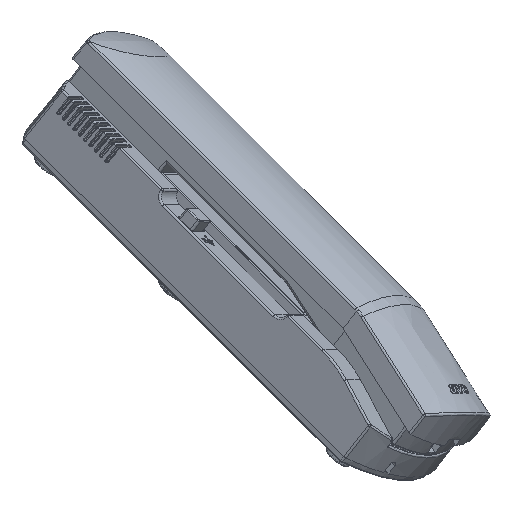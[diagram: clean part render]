
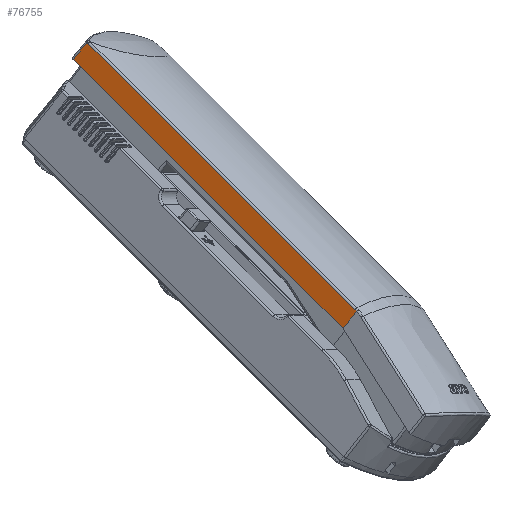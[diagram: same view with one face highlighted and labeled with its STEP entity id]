
A CAD part, isometric view. The second image highlights one B-rep face of the part: STEP entity #76755.
In plain terms, the highlighted face is planar.
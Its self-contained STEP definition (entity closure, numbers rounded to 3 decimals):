
#75109=CARTESIAN_POINT('Vertex',(-52.69,36.756,272.5)) ;
#75112=CARTESIAN_POINT('Line Origine',(23.109,36.756,272.5)) ;
#75116=CARTESIAN_POINT('Vertex',(98.908,36.756,272.5)) ;
#76700=CARTESIAN_POINT('Axis2P3D Location',(99.589,36.756,272.5)) ;
#76705=CARTESIAN_POINT('Line Origine',(23.302,45.232,272.648)) ;
#76709=CARTESIAN_POINT('Vertex',(-51.665,45.232,272.648)) ;
#76711=CARTESIAN_POINT('Vertex',(98.27,45.232,272.648)) ;
#76715=CARTESIAN_POINT('Control Point',(98.808,45.143,272.646)) ;
#76716=CARTESIAN_POINT('Control Point',(98.702,45.166,272.647)) ;
#76717=CARTESIAN_POINT('Control Point',(98.595,45.187,272.647)) ;
#76718=CARTESIAN_POINT('Control Point',(98.487,45.205,272.647)) ;
#76719=CARTESIAN_POINT('Control Point',(98.378,45.219,272.648)) ;
#76720=CARTESIAN_POINT('Control Point',(98.27,45.232,272.648)) ;
#76721=CARTESIAN_POINT('Vertex',(98.808,45.143,272.646)) ;
#76724=CARTESIAN_POINT('Line Origine',(98.858,40.949,272.573)) ;
#76729=CARTESIAN_POINT('Line Origine',(-52.69,40.978,272.574)) ;
#76733=CARTESIAN_POINT('Vertex',(-52.69,45.201,272.647)) ;
#76737=CARTESIAN_POINT('Control Point',(-51.665,45.232,272.648)) ;
#76738=CARTESIAN_POINT('Control Point',(-51.788,45.232,272.648)) ;
#76739=CARTESIAN_POINT('Control Point',(-51.911,45.23,272.648)) ;
#76740=CARTESIAN_POINT('Control Point',(-52.034,45.228,272.648)) ;
#76741=CARTESIAN_POINT('Control Point',(-52.238,45.223,272.648)) ;
#76742=CARTESIAN_POINT('Control Point',(-52.443,45.214,272.648)) ;
#76743=CARTESIAN_POINT('Control Point',(-52.525,45.21,272.648)) ;
#76744=CARTESIAN_POINT('Control Point',(-52.608,45.205,272.647)) ;
#76745=CARTESIAN_POINT('Control Point',(-52.689,45.201,272.647)) ;
#75113=DIRECTION('Vector Direction',(1.,0.,0.)) ;
#76701=DIRECTION('Axis2P3D Direction',(0.,-0.017,1.)) ;
#76702=DIRECTION('Axis2P3D XDirection',(1.,0.,0.)) ;
#76706=DIRECTION('Vector Direction',(1.,0.,0.)) ;
#76725=DIRECTION('Vector Direction',(-0.012,1.,0.017)) ;
#76730=DIRECTION('Vector Direction',(0.,-1.,-0.017)) ;
#76703=AXIS2_PLACEMENT_3D('Plane Axis2P3D',#76700,#76701,#76702) ;
#76748=ORIENTED_EDGE('',*,*,#76713,.T.) ;
#76749=ORIENTED_EDGE('',*,*,#76723,.F.) ;
#76750=ORIENTED_EDGE('',*,*,#76728,.F.) ;
#76751=ORIENTED_EDGE('',*,*,#75118,.F.) ;
#76752=ORIENTED_EDGE('',*,*,#76735,.F.) ;
#76753=ORIENTED_EDGE('',*,*,#76746,.F.) ;
#75114=VECTOR('Line Direction',#75113,1.) ;
#76707=VECTOR('Line Direction',#76706,1.) ;
#76726=VECTOR('Line Direction',#76725,1.) ;
#76731=VECTOR('Line Direction',#76730,1.) ;
#76755=ADVANCED_FACE('7\\5\\MANIFOLD_SOLID_BREP #78526',(#76754),#76704,.F.) ;
#76714=B_SPLINE_CURVE_WITH_KNOTS('',5,(#76715,#76716,#76717,#76718,#76719,#76720),.UNSPECIFIED.,.F.,.U.,(6,6),(0.,0.772),.UNSPECIFIED.) ;
#76736=B_SPLINE_CURVE_WITH_KNOTS('',5,(#76737,#76738,#76739,#76740,#76741,#76742,#76743,#76744,#76745),.UNSPECIFIED.,.F.,.U.,(6,3,6),(0.,0.869,1.45),.UNSPECIFIED.) ;
#75118=EDGE_CURVE('',#75110,#75117,#75115,.T.) ;
#76713=EDGE_CURVE('',#76710,#76712,#76708,.T.) ;
#76723=EDGE_CURVE('',#76722,#76712,#76714,.T.) ;
#76728=EDGE_CURVE('',#75117,#76722,#76727,.T.) ;
#76735=EDGE_CURVE('',#76734,#75110,#76732,.T.) ;
#76746=EDGE_CURVE('',#76710,#76734,#76736,.T.) ;
#76747=EDGE_LOOP('',(#76748,#76749,#76750,#76751,#76752,#76753)) ;
#76754=FACE_OUTER_BOUND('',#76747,.T.) ;
#75115=LINE('Line',#75112,#75114) ;
#76708=LINE('Line',#76705,#76707) ;
#76727=LINE('Line',#76724,#76726) ;
#76732=LINE('Line',#76729,#76731) ;
#76704=PLANE('',#76703) ;
#75110=VERTEX_POINT('',#75109) ;
#75117=VERTEX_POINT('',#75116) ;
#76710=VERTEX_POINT('',#76709) ;
#76712=VERTEX_POINT('',#76711) ;
#76722=VERTEX_POINT('',#76721) ;
#76734=VERTEX_POINT('',#76733) ;
